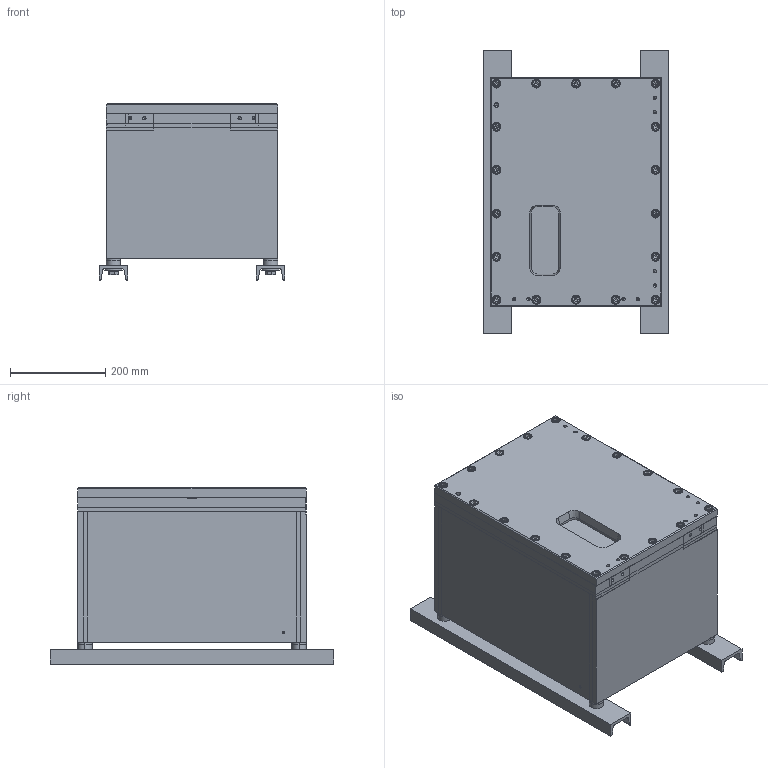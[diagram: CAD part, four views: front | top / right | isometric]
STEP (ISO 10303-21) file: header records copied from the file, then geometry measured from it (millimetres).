
FILE_DESCRIPTION (( 'STEP AP203' ), '1' );
FILE_NAME ('8264-_323-2_0_.STEP', '2014-06-10T13:00:00', ( '' ), ( '' ), 'SwSTEP 2.0', 'SolidWorks 2014', '' );
FILE_SCHEMA (( 'CONFIG_CONTROL_DESIGN' ));
Length unit declared in the file: millimetre
Products named in the file (14): 502_084_0; 506_228_0; 82_649_06_44_0_82_649_08_44_0; 502_077_0; 8264-_323-2_0_; 502_606_0_Vereinfacht M10 x 30; 506_712_0; 506_761_0; 500_635_0_Vereinfacht; 82_649_54_04_3_Standard<Wie bearbeitet>; u channel_din_U60x30x596; 8264-_323-2_0_Deckel_82_649_83_05_3 unverlierbare Schraube; 82_649_01_58_0_180x94x13,5; 82_649_02_55_0_NEC
Assembly tree (56 placements, depth 2):
  8264-_323-2_0_
    82_649_54_04_3_Standard<Wie bearbeitet>
    8264-_323-2_0_Deckel_82_649_83_05_3 unverlierbare Schraube
    82_649_02_55_0_NEC
    506_228_0  x8
    502_077_0  x4
    502_606_0_Vereinfacht M10 x 30  x18
    506_712_0  x4
    506_761_0  x4
    500_635_0_Vereinfacht  x4
    u channel_din_U60x30x596  x2
    82_649_01_58_0_180x94x13,5
    502_084_0  x4
    82_649_06_44_0_82_649_08_44_0  x4
Bounding box: 390 x 596 x 370 mm (x, y, z)
Volume: 14516394.1 mm3; surface area: 2694536.1 mm2
Topology: 90 solids, 90 shells, 1706 faces, 3867 edges, 2338 vertices
Faces by surface type: plane 824, cylinder 502, cone 252, torus 128
Entity records: 27637 total; most frequent: DIRECTION 4594, CARTESIAN_POINT 4317, ORIENTED_EDGE 3962, EDGE_CURVE 1981, AXIS2_PLACEMENT_3D 1695, VERTEX_POINT 1266, LINE 1204, VECTOR 1204
